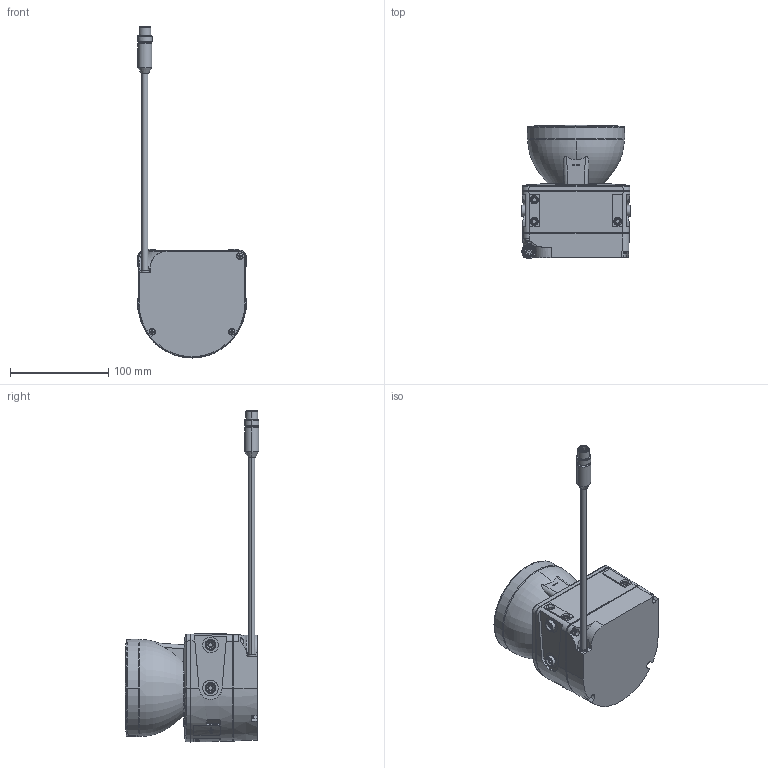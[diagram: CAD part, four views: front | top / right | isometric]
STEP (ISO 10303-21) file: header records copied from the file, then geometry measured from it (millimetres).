
FILE_DESCRIPTION(('OneSpaceDesigner STEP Export'),'2;1');
FILE_NAME('MICS3-AAAZXXAZ1P01.stp','2016-03-24T15:52:17',('SICK AG'),('SICK AG'),'PTC Creo Elements/Direct Modeling STEP processor for AP214 (Solid Model)','PTC Creo Elements/Direct Modeling 19.0C 15-Aug-2015 (C) Parametric Technology GmbH','');
FILE_SCHEMA(('AUTOMOTIVE_DESIGN { 1 0 10303 214 1 1 1 1 }'));
Products named in the file (1): MICS3-AAAZXXAZ1P01
Bounding box: 112 x 136.56 x 338.75 mm (x, y, z)
Volume: 1164743.3 mm3; surface area: 84247.7 mm2
Topology: 1 solids, 1 shells, 1335 faces, 3424 edges, 2281 vertices
Faces by surface type: cylinder 509, plane 496, torus 138, extrusion 75, cone 70, bspline 28, sphere 16, revolution 3
Entity records: 101510 total; most frequent: CARTESIAN_POINT 60216, ORIENTED_EDGE 6844, DIRECTION 5654, EDGE_CURVE 3422, VERTEX_POINT 2281, AXIS2_PLACEMENT_3D 2131, EDGE_LOOP 1529, VECTOR 1389
